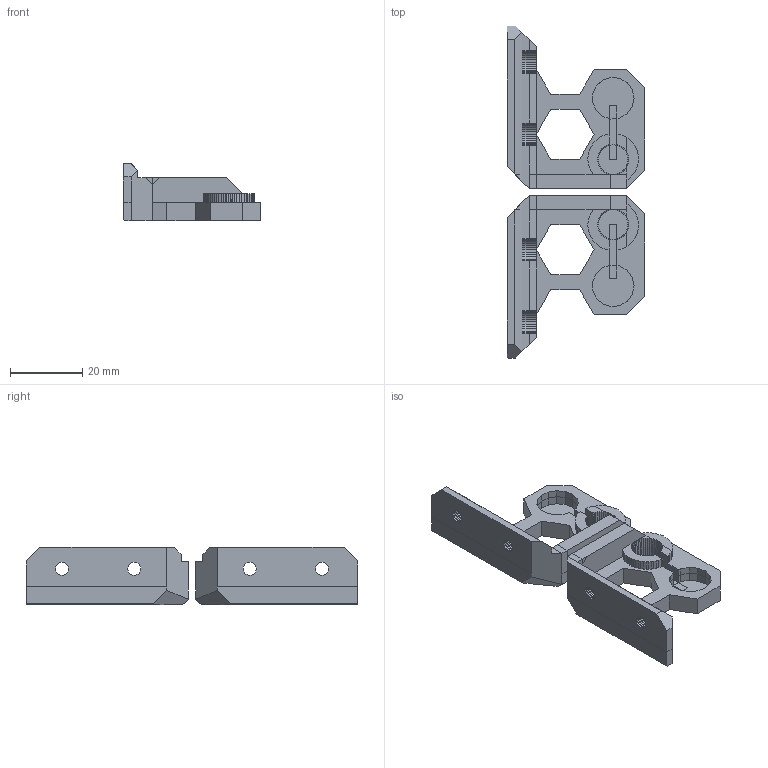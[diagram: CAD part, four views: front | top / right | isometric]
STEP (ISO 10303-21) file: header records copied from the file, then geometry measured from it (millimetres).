
FILE_DESCRIPTION(('FreeCAD Model'),'2;1');
FILE_NAME('z-axis-top_no_text.step','2018-01-11T22:39:21',('Author'),(''), 'Open CASCADE STEP processor 6.8','FreeCAD','Unknown');
FILE_SCHEMA(('AUTOMOTIVE_DESIGN_CC2 { 1 2 10303 214 -1 1 5 4 }'));
Length unit declared in the file: millimetre
Products named in the file (1): Group006
Bounding box: 38 x 92 x 16 mm (x, y, z)
Volume: 15346.8 mm3; surface area: 10984.7 mm2
Topology: 2 solids, 10 shells, 746 faces, 2052 edges, 1318 vertices
Faces by surface type: plane 652, bspline 94
Entity records: 41936 total; most frequent: CARTESIAN_POINT 23867, ORIENTED_EDGE 4104, DIRECTION 3072, EDGE_CURVE 2052, LINE 1766, VECTOR 1766, VERTEX_POINT 1318, FACE_BOUND 754
